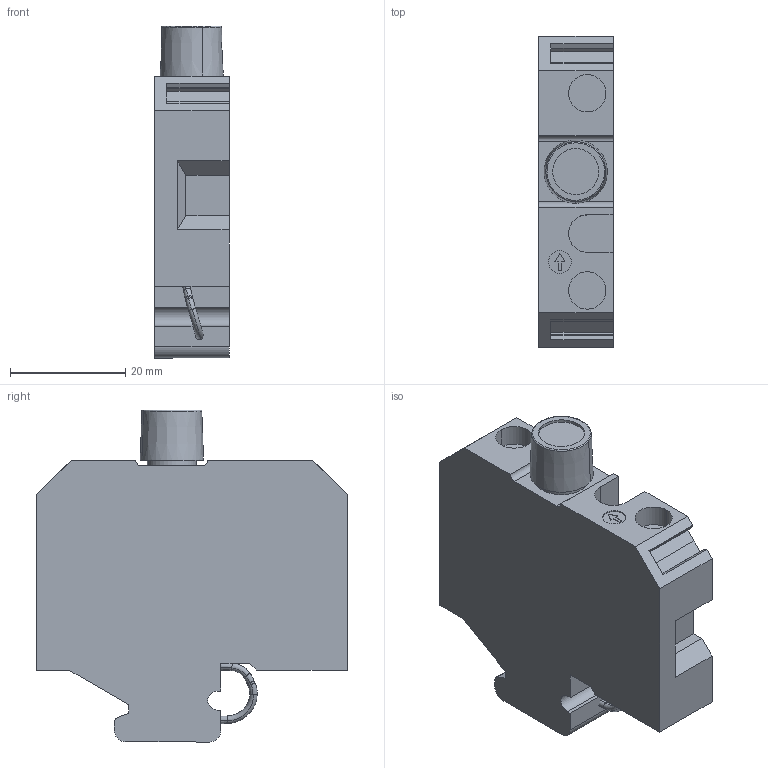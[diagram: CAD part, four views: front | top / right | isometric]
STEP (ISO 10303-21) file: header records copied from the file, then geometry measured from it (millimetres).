
FILE_DESCRIPTION(('CATIA V5R22 STEP214','CAx-IF Rec.Pracs.--- Model Styling and Organization---1.4--- 2014-01-23'),'2;1');
FILE_NAME ('001158-4_0', '2021-08-24T08:46:31+00:00', ('Weidmueller Interface'), ('Weidmueller'), 'CATIA Version 5-6 Release 2016 SP3 HF44', 'CATIA V5 STEP AP214', 'none');
FILE_SCHEMA(('AUTOMOTIVE_DESIGN { 1 0 10303 214 1 1 1 1 }'));
Length unit declared in the file: millimetre
Products named in the file (1): 0191220000
Bounding box: 12.9 x 54 x 57.7 mm (x, y, z)
Volume: 26484.4 mm3; surface area: 8832.1 mm2
Topology: 3 solids, 5 shells, 151 faces, 377 edges, 243 vertices
Faces by surface type: plane 93, cylinder 38, torus 18, cone 2
Entity records: 4354 total; most frequent: CARTESIAN_POINT 833, ORIENTED_EDGE 754, DIRECTION 621, EDGE_CURVE 377, VECTOR 256, LINE 256, VERTEX_POINT 243, AXIS2_PLACEMENT_3D 234
